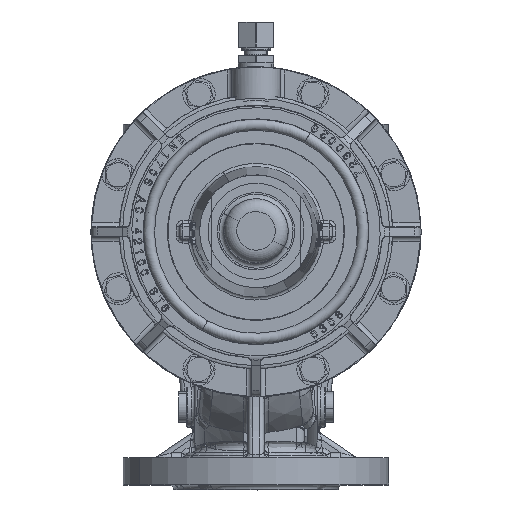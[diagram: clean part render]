
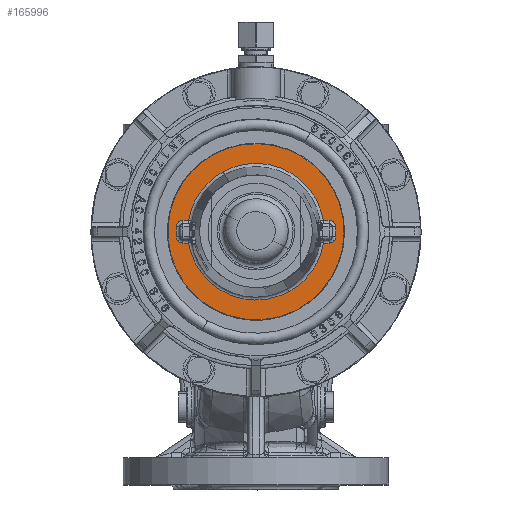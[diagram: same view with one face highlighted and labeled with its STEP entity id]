
A CAD part, top view. The second image highlights one B-rep face of the part: STEP entity #165996.
In plain terms, the highlighted planar face has unit normal (0, 0, 1).
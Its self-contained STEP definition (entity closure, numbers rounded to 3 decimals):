
#157423=CARTESIAN_POINT('Vertex',(-41.868,-7.,599.972)) ;
#163544=CARTESIAN_POINT('Line Origine',(0.,-7.,599.972)) ;
#163548=CARTESIAN_POINT('Vertex',(-45.401,-7.,599.972)) ;
#164867=CARTESIAN_POINT('Axis2P3D Location',(-45.401,-3.,599.972)) ;
#164871=CARTESIAN_POINT('Vertex',(-49.392,-3.264,599.972)) ;
#165025=CARTESIAN_POINT('Axis2P3D Location',(0.,0.,599.972)) ;
#165029=CARTESIAN_POINT('Vertex',(-49.392,3.264,599.972)) ;
#165059=CARTESIAN_POINT('Axis2P3D Location',(-45.401,3.,599.972)) ;
#165063=CARTESIAN_POINT('Vertex',(-45.401,7.,599.972)) ;
#165164=CARTESIAN_POINT('Vertex',(41.868,-7.,599.972)) ;
#165608=CARTESIAN_POINT('Vertex',(45.401,-7.,599.972)) ;
#165611=CARTESIAN_POINT('Axis2P3D Location',(45.401,-3.,599.972)) ;
#165615=CARTESIAN_POINT('Vertex',(49.392,-3.264,599.972)) ;
#165630=CARTESIAN_POINT('Axis2P3D Location',(0.,0.,599.972)) ;
#165634=CARTESIAN_POINT('Vertex',(49.392,3.264,599.972)) ;
#165654=CARTESIAN_POINT('Axis2P3D Location',(45.401,3.,599.972)) ;
#165658=CARTESIAN_POINT('Vertex',(45.401,7.,599.972)) ;
#165685=CARTESIAN_POINT('Line Origine',(0.,7.,599.972)) ;
#165689=CARTESIAN_POINT('Vertex',(41.868,7.,599.972)) ;
#165713=CARTESIAN_POINT('Vertex',(26.225,-48.004,599.972)) ;
#165716=CARTESIAN_POINT('Axis2P3D Location',(0.,0.,599.972)) ;
#165720=CARTESIAN_POINT('Vertex',(10.195,-53.742,599.972)) ;
#165723=CARTESIAN_POINT('Axis2P3D Location',(0.,0.,599.972)) ;
#165727=CARTESIAN_POINT('Vertex',(-26.225,48.004,599.972)) ;
#165749=CARTESIAN_POINT('Axis2P3D Location',(0.,0.,599.972)) ;
#165879=CARTESIAN_POINT('Line Origine',(0.,-7.,599.972)) ;
#165939=CARTESIAN_POINT('Axis2P3D Location',(0.,-55.,599.972)) ;
#165949=CARTESIAN_POINT('Line Origine',(-43.634,7.,599.972)) ;
#165953=CARTESIAN_POINT('Vertex',(-41.868,7.,599.972)) ;
#165956=CARTESIAN_POINT('Axis2P3D Location',(0.,0.,599.972)) ;
#165960=CARTESIAN_POINT('Vertex',(-20.351,37.252,599.972)) ;
#165963=CARTESIAN_POINT('Axis2P3D Location',(0.,0.,599.972)) ;
#165968=CARTESIAN_POINT('Axis2P3D Location',(0.,0.,599.972)) ;
#165972=CARTESIAN_POINT('Vertex',(20.351,-37.252,599.972)) ;
#165975=CARTESIAN_POINT('Axis2P3D Location',(0.,0.,599.972)) ;
#163545=DIRECTION('Vector Direction',(1.,0.,0.)) ;
#164868=DIRECTION('Axis2P3D Direction',(0.,-0.,-1.)) ;
#165026=DIRECTION('Axis2P3D Direction',(0.,0.,1.)) ;
#165060=DIRECTION('Axis2P3D Direction',(0.,-0.,-1.)) ;
#165612=DIRECTION('Axis2P3D Direction',(0.,0.,1.)) ;
#165631=DIRECTION('Axis2P3D Direction',(0.,0.,1.)) ;
#165655=DIRECTION('Axis2P3D Direction',(0.,0.,1.)) ;
#165686=DIRECTION('Vector Direction',(1.,0.,0.)) ;
#165717=DIRECTION('Axis2P3D Direction',(0.,0.,1.)) ;
#165724=DIRECTION('Axis2P3D Direction',(0.,0.,1.)) ;
#165750=DIRECTION('Axis2P3D Direction',(0.,0.,1.)) ;
#165880=DIRECTION('Vector Direction',(1.,0.,0.)) ;
#165940=DIRECTION('Axis2P3D Direction',(0.,0.,1.)) ;
#165941=DIRECTION('Axis2P3D XDirection',(0.,-1.,0.)) ;
#165950=DIRECTION('Vector Direction',(-1.,0.,0.)) ;
#165957=DIRECTION('Axis2P3D Direction',(0.,0.,1.)) ;
#165964=DIRECTION('Axis2P3D Direction',(0.,0.,1.)) ;
#165969=DIRECTION('Axis2P3D Direction',(0.,0.,1.)) ;
#165976=DIRECTION('Axis2P3D Direction',(0.,0.,1.)) ;
#164869=AXIS2_PLACEMENT_3D('Circle Axis2P3D',#164867,#164868,$) ;
#165027=AXIS2_PLACEMENT_3D('Circle Axis2P3D',#165025,#165026,$) ;
#165061=AXIS2_PLACEMENT_3D('Circle Axis2P3D',#165059,#165060,$) ;
#165613=AXIS2_PLACEMENT_3D('Circle Axis2P3D',#165611,#165612,$) ;
#165632=AXIS2_PLACEMENT_3D('Circle Axis2P3D',#165630,#165631,$) ;
#165656=AXIS2_PLACEMENT_3D('Circle Axis2P3D',#165654,#165655,$) ;
#165718=AXIS2_PLACEMENT_3D('Circle Axis2P3D',#165716,#165717,$) ;
#165725=AXIS2_PLACEMENT_3D('Circle Axis2P3D',#165723,#165724,$) ;
#165751=AXIS2_PLACEMENT_3D('Circle Axis2P3D',#165749,#165750,$) ;
#165942=AXIS2_PLACEMENT_3D('Plane Axis2P3D',#165939,#165940,#165941) ;
#165958=AXIS2_PLACEMENT_3D('Circle Axis2P3D',#165956,#165957,$) ;
#165965=AXIS2_PLACEMENT_3D('Circle Axis2P3D',#165963,#165964,$) ;
#165970=AXIS2_PLACEMENT_3D('Circle Axis2P3D',#165968,#165969,$) ;
#165977=AXIS2_PLACEMENT_3D('Circle Axis2P3D',#165975,#165976,$) ;
#165945=ORIENTED_EDGE('',*,*,#165753,.T.) ;
#165946=ORIENTED_EDGE('',*,*,#165729,.T.) ;
#165947=ORIENTED_EDGE('',*,*,#165722,.T.) ;
#165981=ORIENTED_EDGE('',*,*,#163550,.F.) ;
#165982=ORIENTED_EDGE('',*,*,#164873,.F.) ;
#165983=ORIENTED_EDGE('',*,*,#165031,.F.) ;
#165984=ORIENTED_EDGE('',*,*,#165065,.F.) ;
#165985=ORIENTED_EDGE('',*,*,#165955,.F.) ;
#165986=ORIENTED_EDGE('',*,*,#165962,.F.) ;
#165987=ORIENTED_EDGE('',*,*,#165967,.F.) ;
#165988=ORIENTED_EDGE('',*,*,#165691,.T.) ;
#165989=ORIENTED_EDGE('',*,*,#165660,.T.) ;
#165990=ORIENTED_EDGE('',*,*,#165636,.T.) ;
#165991=ORIENTED_EDGE('',*,*,#165617,.T.) ;
#165992=ORIENTED_EDGE('',*,*,#165883,.T.) ;
#165993=ORIENTED_EDGE('',*,*,#165974,.F.) ;
#165994=ORIENTED_EDGE('',*,*,#165979,.F.) ;
#165995=FACE_BOUND('',#165980,.T.) ;
#163546=VECTOR('Line Direction',#163545,1.) ;
#165687=VECTOR('Line Direction',#165686,1.) ;
#165881=VECTOR('Line Direction',#165880,1.) ;
#165951=VECTOR('Line Direction',#165950,1.) ;
#165996=ADVANCED_FACE('NONE',(#165948,#165995),#165943,.T.) ;
#164870=CIRCLE('generated circle',#164869,4.) ;
#165028=CIRCLE('generated circle',#165027,49.5) ;
#165062=CIRCLE('generated circle',#165061,4.) ;
#165614=CIRCLE('generated circle',#165613,4.) ;
#165633=CIRCLE('generated circle',#165632,49.5) ;
#165657=CIRCLE('generated circle',#165656,4.) ;
#165719=CIRCLE('generated circle',#165718,54.7) ;
#165726=CIRCLE('generated circle',#165725,54.7) ;
#165752=CIRCLE('generated circle',#165751,54.7) ;
#165959=CIRCLE('generated circle',#165958,42.449) ;
#165966=CIRCLE('generated circle',#165965,42.449) ;
#165971=CIRCLE('generated circle',#165970,42.449) ;
#165978=CIRCLE('generated circle',#165977,42.449) ;
#163550=EDGE_CURVE('',#163549,#157424,#163547,.T.) ;
#164873=EDGE_CURVE('',#164872,#163549,#164870,.F.) ;
#165031=EDGE_CURVE('',#165030,#164872,#165028,.T.) ;
#165065=EDGE_CURVE('',#165064,#165030,#165062,.F.) ;
#165617=EDGE_CURVE('',#165616,#165609,#165614,.F.) ;
#165636=EDGE_CURVE('',#165635,#165616,#165633,.F.) ;
#165660=EDGE_CURVE('',#165659,#165635,#165657,.F.) ;
#165691=EDGE_CURVE('',#165690,#165659,#165688,.T.) ;
#165722=EDGE_CURVE('',#165721,#165714,#165719,.T.) ;
#165729=EDGE_CURVE('',#165728,#165721,#165726,.T.) ;
#165753=EDGE_CURVE('',#165714,#165728,#165752,.T.) ;
#165883=EDGE_CURVE('',#165609,#165165,#165882,.F.) ;
#165955=EDGE_CURVE('',#165954,#165064,#165952,.T.) ;
#165962=EDGE_CURVE('',#165961,#165954,#165959,.T.) ;
#165967=EDGE_CURVE('',#165690,#165961,#165966,.T.) ;
#165974=EDGE_CURVE('',#165973,#165165,#165971,.T.) ;
#165979=EDGE_CURVE('',#157424,#165973,#165978,.T.) ;
#165944=EDGE_LOOP('',(#165945,#165946,#165947)) ;
#165980=EDGE_LOOP('',(#165981,#165982,#165983,#165984,#165985,#165986,#165987,#165988,#165989,#165990,#165991,#165992,#165993,#165994)) ;
#165948=FACE_OUTER_BOUND('',#165944,.T.) ;
#163547=LINE('Line',#163544,#163546) ;
#165688=LINE('Line',#165685,#165687) ;
#165882=LINE('Line',#165879,#165881) ;
#165952=LINE('Line',#165949,#165951) ;
#165943=PLANE('',#165942) ;
#157424=VERTEX_POINT('',#157423) ;
#163549=VERTEX_POINT('',#163548) ;
#164872=VERTEX_POINT('',#164871) ;
#165030=VERTEX_POINT('',#165029) ;
#165064=VERTEX_POINT('',#165063) ;
#165165=VERTEX_POINT('',#165164) ;
#165609=VERTEX_POINT('',#165608) ;
#165616=VERTEX_POINT('',#165615) ;
#165635=VERTEX_POINT('',#165634) ;
#165659=VERTEX_POINT('',#165658) ;
#165690=VERTEX_POINT('',#165689) ;
#165714=VERTEX_POINT('',#165713) ;
#165721=VERTEX_POINT('',#165720) ;
#165728=VERTEX_POINT('',#165727) ;
#165954=VERTEX_POINT('',#165953) ;
#165961=VERTEX_POINT('',#165960) ;
#165973=VERTEX_POINT('',#165972) ;
